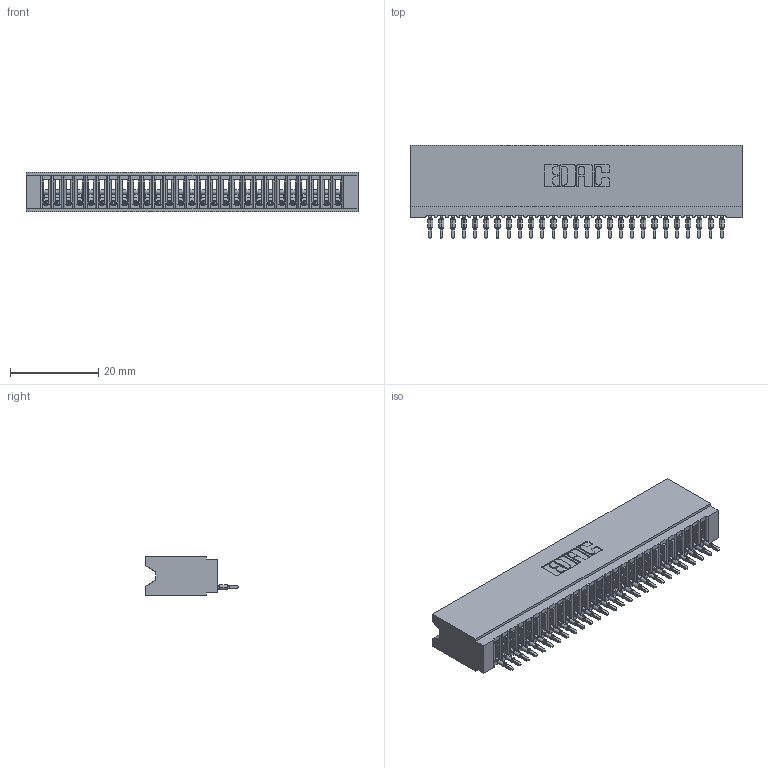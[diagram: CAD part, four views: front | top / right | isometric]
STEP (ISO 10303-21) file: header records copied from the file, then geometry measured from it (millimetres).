
FILE_DESCRIPTION (( 'STEP AP203' ), '1' );
FILE_NAME ('745-027-525-106.STEP', '2026-02-25T17:18:31', ( '' ), ( '' ), 'SwSTEP 2.0', 'SolidWorks 2023', '' );
FILE_SCHEMA (( 'CONFIG_CONTROL_DESIGN' ));
Length unit declared in the file: millimetre
Products named in the file (3): 745-292-001_525; 745-027-525-106; 745 Part_Insulator Option - 06
Assembly tree (28 placements, depth 2):
  745-027-525-106
    745 Part_Insulator Option - 06
    745-292-001_525  x27
Bounding box: 75.18 x 21.22 x 8.89 mm (x, y, z)
Volume: 6567.1 mm3; surface area: 11909.1 mm2
Topology: 28 solids, 28 shells, 3120 faces, 8576 edges, 5410 vertices
Faces by surface type: plane 1865, cylinder 553, bspline 540, torus 162
Entity records: 46659 total; most frequent: CARTESIAN_POINT 8723, ORIENTED_EDGE 8156, DIRECTION 7084, EDGE_CURVE 4078, LINE 3734, VECTOR 3734, VERTEX_POINT 2602, AXIS2_PLACEMENT_3D 1675
